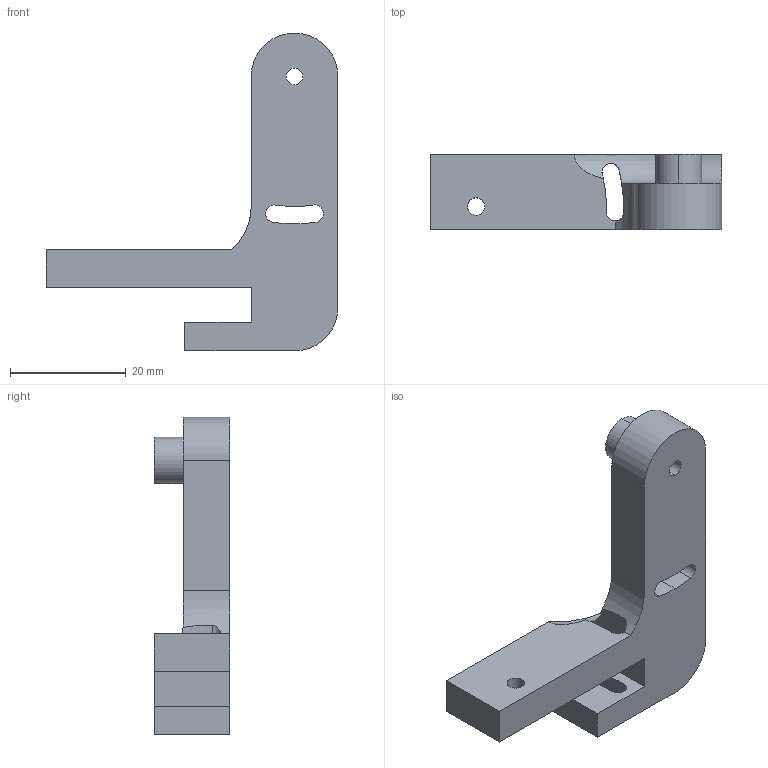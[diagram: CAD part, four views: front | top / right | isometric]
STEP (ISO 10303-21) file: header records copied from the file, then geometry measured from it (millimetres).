
FILE_DESCRIPTION (( 'STEP AP203' ), '1' );
FILE_NAME ('robDogLegV2.STEP', '2024-06-23T14:51:41', ( '' ), ( '' ), 'SwSTEP 2.0', 'SolidWorks 2023', '' );
FILE_SCHEMA (( 'CONFIG_CONTROL_DESIGN' ));
Length unit declared in the file: millimetre
Products named in the file (1): robDogLegV2
Bounding box: 50.5 x 13 x 55 mm (x, y, z)
Volume: 10339.4 mm3; surface area: 5288.3 mm2
Topology: 1 solids, 1 shells, 58 faces, 159 edges, 106 vertices
Faces by surface type: cylinder 41, plane 16, torus 1
Entity records: 2052 total; most frequent: CARTESIAN_POINT 413, DIRECTION 349, ORIENTED_EDGE 318, EDGE_CURVE 159, AXIS2_PLACEMENT_3D 140, VERTEX_POINT 106, CIRCLE 81, EDGE_LOOP 71
